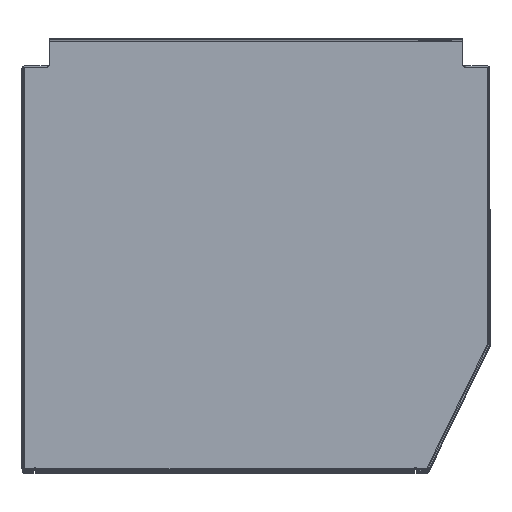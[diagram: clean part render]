
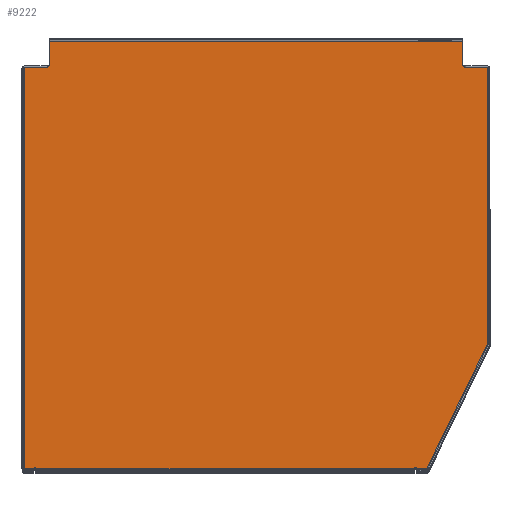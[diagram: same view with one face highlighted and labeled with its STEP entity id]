
A CAD part, top view. The second image highlights one B-rep face of the part: STEP entity #9222.
In plain terms, the highlighted planar face has unit normal (0, 0, 1).
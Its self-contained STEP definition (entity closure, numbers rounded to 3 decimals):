
#117=PLANE('',#9812);
#543=FACE_OUTER_BOUND('',#1063,.T.);
#1063=EDGE_LOOP('',(#6477,#6478,#6479,#6480,#6481,#6482,#6483,#6484,#6485,
#6486,#6487,#6488,#6489,#6490,#6491,#6492,#6493,#6494,#6495));
#1646=LINE('',#12998,#2794);
#1650=LINE('',#13026,#2798);
#1677=LINE('',#13129,#2825);
#1680=LINE('',#13138,#2828);
#1688=LINE('',#13159,#2836);
#1691=LINE('',#13166,#2839);
#1692=LINE('',#13167,#2840);
#1693=LINE('',#13169,#2841);
#1694=LINE('',#13173,#2842);
#1695=LINE('',#13175,#2843);
#1696=LINE('',#13177,#2844);
#1697=LINE('',#13180,#2845);
#1698=LINE('',#13181,#2846);
#1699=LINE('',#13182,#2847);
#1700=LINE('',#13184,#2848);
#2794=VECTOR('',#10460,10.);
#2798=VECTOR('',#10486,10.);
#2825=VECTOR('',#10581,10.);
#2828=VECTOR('',#10588,10.);
#2836=VECTOR('',#10604,10.);
#2839=VECTOR('',#10613,10.);
#2840=VECTOR('',#10614,10.);
#2841=VECTOR('',#10615,10.);
#2842=VECTOR('',#10618,10.);
#2843=VECTOR('',#10619,10.);
#2844=VECTOR('',#10620,10.);
#2845=VECTOR('',#10623,10.);
#2846=VECTOR('',#10624,10.);
#2847=VECTOR('',#10625,10.);
#2848=VECTOR('',#10626,10.);
#3969=CIRCLE('',#9811,1.25);
#3970=CIRCLE('',#9813,1.);
#3971=CIRCLE('',#9814,1.);
#3972=CIRCLE('',#9815,1.25);
#4121=VERTEX_POINT('',#12995);
#4122=VERTEX_POINT('',#12997);
#4128=VERTEX_POINT('',#13017);
#4131=VERTEX_POINT('',#13024);
#4167=VERTEX_POINT('',#13125);
#4169=VERTEX_POINT('',#13128);
#4171=VERTEX_POINT('',#13134);
#4173=VERTEX_POINT('',#13137);
#4175=VERTEX_POINT('',#13143);
#4179=VERTEX_POINT('',#13152);
#4182=VERTEX_POINT('',#13157);
#4183=VERTEX_POINT('',#13161);
#4184=VERTEX_POINT('',#13168);
#4185=VERTEX_POINT('',#13170);
#4186=VERTEX_POINT('',#13172);
#4187=VERTEX_POINT('',#13174);
#4188=VERTEX_POINT('',#13176);
#4189=VERTEX_POINT('',#13178);
#4190=VERTEX_POINT('',#13183);
#5014=EDGE_CURVE('',#4121,#4122,#1646,.T.);
#5026=EDGE_CURVE('',#4131,#4128,#1650,.T.);
#5075=EDGE_CURVE('',#4169,#4167,#1677,.T.);
#5079=EDGE_CURVE('',#4173,#4171,#1680,.T.);
#5089=EDGE_CURVE('',#4179,#4182,#1688,.T.);
#5091=EDGE_CURVE('',#4131,#4183,#3969,.T.);
#5093=EDGE_CURVE('',#4169,#4121,#1691,.T.);
#5094=EDGE_CURVE('',#4167,#4173,#1692,.T.);
#5095=EDGE_CURVE('',#4171,#4184,#1693,.T.);
#5096=EDGE_CURVE('',#4185,#4184,#3970,.T.);
#5097=EDGE_CURVE('',#4185,#4186,#1694,.T.);
#5098=EDGE_CURVE('',#4186,#4187,#1695,.T.);
#5099=EDGE_CURVE('',#4188,#4187,#1696,.T.);
#5100=EDGE_CURVE('',#4189,#4188,#3971,.T.);
#5101=EDGE_CURVE('',#4179,#4189,#1697,.T.);
#5102=EDGE_CURVE('',#4182,#4175,#1698,.T.);
#5103=EDGE_CURVE('',#4175,#4128,#1699,.T.);
#5104=EDGE_CURVE('',#4183,#4190,#1700,.T.);
#5105=EDGE_CURVE('',#4122,#4190,#3972,.T.);
#6477=ORIENTED_EDGE('',*,*,#5014,.F.);
#6478=ORIENTED_EDGE('',*,*,#5093,.F.);
#6479=ORIENTED_EDGE('',*,*,#5075,.T.);
#6480=ORIENTED_EDGE('',*,*,#5094,.T.);
#6481=ORIENTED_EDGE('',*,*,#5079,.T.);
#6482=ORIENTED_EDGE('',*,*,#5095,.T.);
#6483=ORIENTED_EDGE('',*,*,#5096,.F.);
#6484=ORIENTED_EDGE('',*,*,#5097,.T.);
#6485=ORIENTED_EDGE('',*,*,#5098,.T.);
#6486=ORIENTED_EDGE('',*,*,#5099,.F.);
#6487=ORIENTED_EDGE('',*,*,#5100,.F.);
#6488=ORIENTED_EDGE('',*,*,#5101,.F.);
#6489=ORIENTED_EDGE('',*,*,#5089,.T.);
#6490=ORIENTED_EDGE('',*,*,#5102,.T.);
#6491=ORIENTED_EDGE('',*,*,#5103,.T.);
#6492=ORIENTED_EDGE('',*,*,#5026,.F.);
#6493=ORIENTED_EDGE('',*,*,#5091,.T.);
#6494=ORIENTED_EDGE('',*,*,#5104,.T.);
#6495=ORIENTED_EDGE('',*,*,#5105,.F.);
#9222=ADVANCED_FACE('',(#543),#117,.T.);
#9811=AXIS2_PLACEMENT_3D('',#13163,#10608,#10609);
#9812=AXIS2_PLACEMENT_3D('',#13165,#10611,#10612);
#9813=AXIS2_PLACEMENT_3D('',#13171,#10616,#10617);
#9814=AXIS2_PLACEMENT_3D('',#13179,#10621,#10622);
#9815=AXIS2_PLACEMENT_3D('',#13185,#10627,#10628);
#10460=DIRECTION('',(-1.,0.,0.));
#10486=DIRECTION('',(-1.,0.,0.));
#10581=DIRECTION('',(0.,1.,0.));
#10588=DIRECTION('',(0.,1.,0.));
#10604=DIRECTION('',(0.,-1.,0.));
#10608=DIRECTION('center_axis',(0.,0.,-1.));
#10609=DIRECTION('ref_axis',(1.,0.,0.));
#10611=DIRECTION('center_axis',(0.,0.,1.));
#10612=DIRECTION('ref_axis',(1.,0.,0.));
#10613=DIRECTION('',(-0.438,-0.899,0.));
#10614=DIRECTION('',(-1.,0.,0.));
#10615=DIRECTION('',(-1.,0.,0.));
#10616=DIRECTION('center_axis',(0.,0.,1.));
#10617=DIRECTION('ref_axis',(-0.707,-0.707,0.));
#10618=DIRECTION('',(0.,1.,0.));
#10619=DIRECTION('',(-1.,0.,0.));
#10620=DIRECTION('',(0.,1.,0.));
#10621=DIRECTION('center_axis',(0.,0.,1.));
#10622=DIRECTION('ref_axis',(0.707,-0.707,0.));
#10623=DIRECTION('',(1.,0.,0.));
#10624=DIRECTION('',(-1.,0.,0.));
#10625=DIRECTION('',(0.,-1.,0.));
#10626=DIRECTION('',(1.,0.,0.));
#10627=DIRECTION('center_axis',(0.,0.,1.));
#10628=DIRECTION('ref_axis',(-0.707,0.707,0.));
#12995=CARTESIAN_POINT('',(-106.315,15.244,101.1));
#12997=CARTESIAN_POINT('',(-117.45,15.244,101.1));
#12998=CARTESIAN_POINT('',(-75.695,15.244,101.1));
#13017=CARTESIAN_POINT('',(-548.75,15.25,101.1));
#13024=CARTESIAN_POINT('',(-538.55,15.25,101.1));
#13026=CARTESIAN_POINT('',(-292.776,15.25,101.1));
#13125=CARTESIAN_POINT('',(-39.25,456.5,101.1));
#13128=CARTESIAN_POINT('',(-39.25,152.748,101.1));
#13129=CARTESIAN_POINT('',(-39.25,345.25,101.1));
#13134=CARTESIAN_POINT('',(-64.25,457.75,101.1));
#13137=CARTESIAN_POINT('',(-64.25,456.5,101.1));
#13138=CARTESIAN_POINT('',(-64.25,304.103,101.1));
#13143=CARTESIAN_POINT('',(-548.75,456.5,101.1));
#13152=CARTESIAN_POINT('',(-523.75,457.75,101.1));
#13157=CARTESIAN_POINT('',(-523.75,456.5,101.1));
#13159=CARTESIAN_POINT('',(-523.75,304.103,101.1));
#13161=CARTESIAN_POINT('',(-536.05,15.25,101.1));
#13163=CARTESIAN_POINT('Origin',(-537.3,15.25,101.1));
#13165=CARTESIAN_POINT('Origin',(-40.502,150.457,101.1));
#13166=CARTESIAN_POINT('',(-35.116,161.225,101.1));
#13167=CARTESIAN_POINT('',(-45.426,456.5,101.1));
#13168=CARTESIAN_POINT('',(-65.75,457.75,101.1));
#13169=CARTESIAN_POINT('',(-53.626,457.75,101.1));
#13170=CARTESIAN_POINT('',(-66.75,458.75,101.1));
#13171=CARTESIAN_POINT('Origin',(-65.75,458.75,101.1));
#13172=CARTESIAN_POINT('',(-66.75,485.25,101.1));
#13173=CARTESIAN_POINT('',(-66.75,454.,101.1));
#13174=CARTESIAN_POINT('',(-521.25,485.25,101.1));
#13175=CARTESIAN_POINT('',(-116.063,485.25,101.1));
#13176=CARTESIAN_POINT('',(-521.25,458.75,101.1));
#13177=CARTESIAN_POINT('',(-521.25,454.,101.1));
#13178=CARTESIAN_POINT('',(-522.25,457.75,101.1));
#13179=CARTESIAN_POINT('Origin',(-522.25,458.75,101.1));
#13180=CARTESIAN_POINT('',(-521.25,457.75,101.1));
#13181=CARTESIAN_POINT('',(-45.426,456.5,101.1));
#13182=CARTESIAN_POINT('',(-548.75,345.25,101.1));
#13183=CARTESIAN_POINT('',(-119.95,15.25,101.1));
#13184=CARTESIAN_POINT('',(-102.313,15.25,101.1));
#13185=CARTESIAN_POINT('Origin',(-118.7,15.25,101.1));
